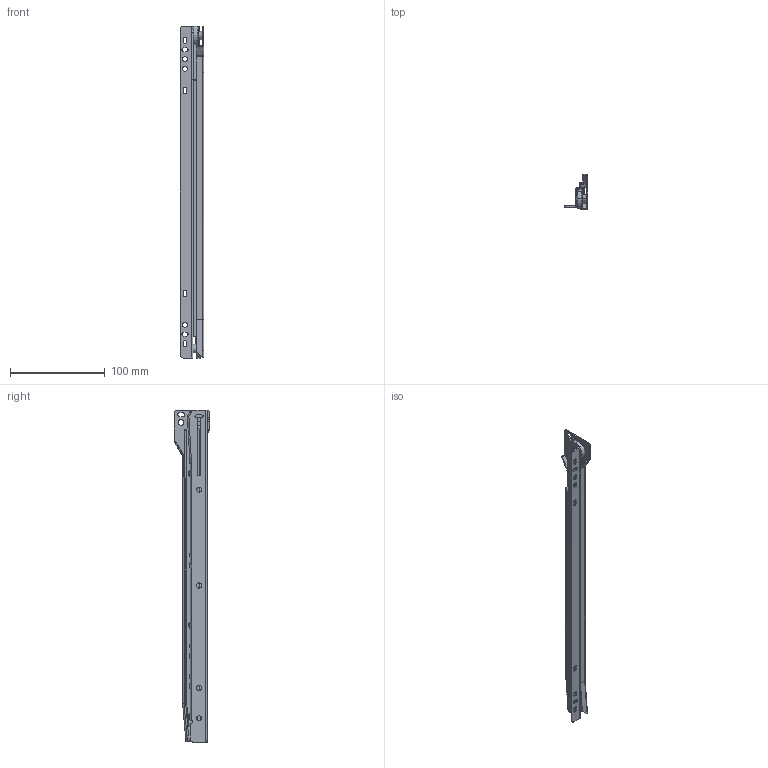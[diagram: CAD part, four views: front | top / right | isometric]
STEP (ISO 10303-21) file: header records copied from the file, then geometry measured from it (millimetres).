
FILE_DESCRIPTION (( 'STEP AP214' ), '1' );
FILE_NAME ('F000547,F000555,F000563_CLOSED_RIGHT_3D.step', '2022-08-15T13:37:38', ( '' ), ( '' ), 'SwSTEP 2.0', 'SolidWorks 2020', '' );
FILE_SCHEMA (( 'AUTOMOTIVE_DESIGN' ));
Length unit declared in the file: millimetre
Products named in the file (3): F000547,F000555,F000563_CLOSED_RIGHT_3D; Koleèkový výsuv-pravý-venkovní èást-350mm; Koleèkový výsuv-pravý-vnitøní èást-350mm
Assembly tree (2 placements, depth 2):
  F000547,F000555,F000563_CLOSED_RIGHT_3D
    Koleèkový výsuv-pravý-venkovní èást-350mm
    Koleèkový výsuv-pravý-vnitøní èást-350mm
Bounding box: 24.75 x 37.89 x 350 mm (x, y, z)
Volume: 32031.3 mm3; surface area: 55883.6 mm2
Topology: 2 solids, 2 shells, 342 faces, 896 edges, 557 vertices
Faces by surface type: cylinder 134, plane 102, bspline 60, cone 24, torus 22
Entity records: 12329 total; most frequent: CARTESIAN_POINT 3797, ORIENTED_EDGE 1772, DIRECTION 1765, EDGE_CURVE 886, AXIS2_PLACEMENT_3D 650, VERTEX_POINT 557, VECTOR 465, LINE 465
